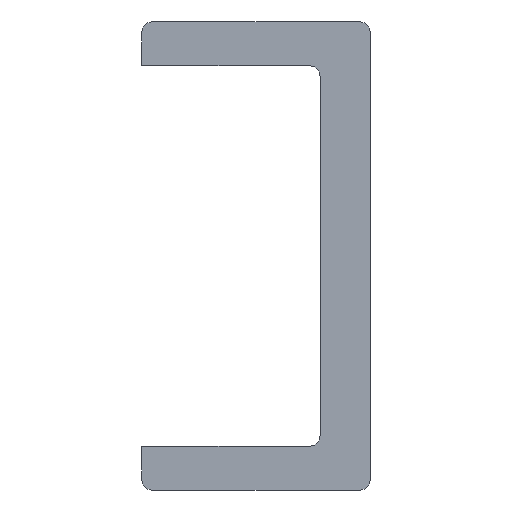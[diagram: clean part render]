
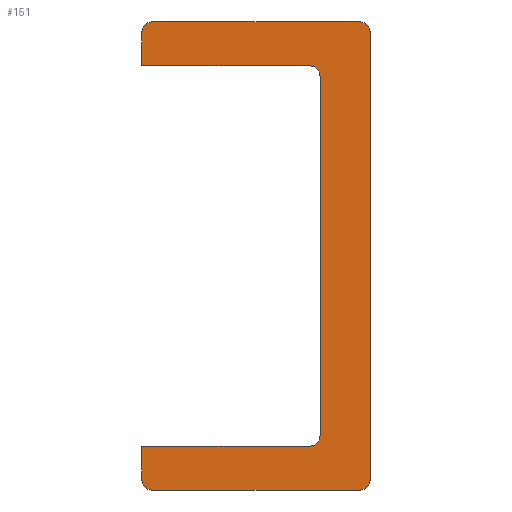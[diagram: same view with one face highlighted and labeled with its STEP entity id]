
A CAD part, front view. The second image highlights one B-rep face of the part: STEP entity #151.
In plain terms, the highlighted planar face has unit normal (0, -1, 0).
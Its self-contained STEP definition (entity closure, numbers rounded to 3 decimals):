
#151 = ADVANCED_FACE( '', ( #400 ), #401, .F. );
#400 = FACE_OUTER_BOUND( '', #777, .T. );
#401 = PLANE( '', #778 );
#777 = EDGE_LOOP( '', ( #1199, #1200, #1201, #1202, #1203, #1204, #1205, #1206, #1207, #1208, #1209, #1210, #1211, #1212 ) );
#778 = AXIS2_PLACEMENT_3D( '', #1213, #1214, #1215 );
#1199 = ORIENTED_EDGE( '', *, *, #1723, .F. );
#1200 = ORIENTED_EDGE( '', *, *, #1734, .T. );
#1201 = ORIENTED_EDGE( '', *, *, #1735, .F. );
#1202 = ORIENTED_EDGE( '', *, *, #1736, .T. );
#1203 = ORIENTED_EDGE( '', *, *, #1699, .F. );
#1204 = ORIENTED_EDGE( '', *, *, #1737, .F. );
#1205 = ORIENTED_EDGE( '', *, *, #1738, .F. );
#1206 = ORIENTED_EDGE( '', *, *, #1739, .F. );
#1207 = ORIENTED_EDGE( '', *, *, #1740, .F. );
#1208 = ORIENTED_EDGE( '', *, *, #1675, .F. );
#1209 = ORIENTED_EDGE( '', *, *, #1741, .F. );
#1210 = ORIENTED_EDGE( '', *, *, #1742, .T. );
#1211 = ORIENTED_EDGE( '', *, *, #1743, .F. );
#1212 = ORIENTED_EDGE( '', *, *, #1744, .T. );
#1213 = CARTESIAN_POINT( '', ( -10.5, 0., 21.5 ) );
#1214 = DIRECTION( '', ( 0., 1., 0. ) );
#1215 = DIRECTION( '', ( 0., 0., 1. ) );
#1675 = EDGE_CURVE( '', #1909, #1910, #1911, .T. );
#1699 = EDGE_CURVE( '', #1949, #1950, #1951, .T. );
#1723 = EDGE_CURVE( '', #1995, #1997, #1998, .T. );
#1734 = EDGE_CURVE( '', #1995, #2014, #2015, .F. );
#1735 = EDGE_CURVE( '', #2016, #2014, #2017, .T. );
#1736 = EDGE_CURVE( '', #2016, #1950, #2018, .F. );
#1737 = EDGE_CURVE( '', #2019, #1949, #2020, .T. );
#1738 = EDGE_CURVE( '', #2021, #2019, #2022, .T. );
#1739 = EDGE_CURVE( '', #2023, #2021, #2024, .T. );
#1740 = EDGE_CURVE( '', #1910, #2023, #2025, .T. );
#1741 = EDGE_CURVE( '', #2026, #1909, #2027, .T. );
#1742 = EDGE_CURVE( '', #2026, #2028, #2029, .F. );
#1743 = EDGE_CURVE( '', #2030, #2028, #2031, .T. );
#1744 = EDGE_CURVE( '', #2030, #1997, #2032, .F. );
#1909 = VERTEX_POINT( '', #2248 );
#1910 = VERTEX_POINT( '', #2249 );
#1911 = LINE( '', #2250, #2251 );
#1949 = VERTEX_POINT( '', #2292 );
#1950 = VERTEX_POINT( '', #2293 );
#1951 = LINE( '', #2294, #2295 );
#1995 = VERTEX_POINT( '', #2343 );
#1997 = VERTEX_POINT( '', #2346 );
#1998 = LINE( '', #2347, #2348 );
#2014 = VERTEX_POINT( '', #2365 );
#2015 = CIRCLE( '', #2366, 0.9 );
#2016 = VERTEX_POINT( '', #2367 );
#2017 = LINE( '', #2368, #2369 );
#2018 = CIRCLE( '', #2370, 0.9 );
#2019 = VERTEX_POINT( '', #2371 );
#2020 = LINE( '', #2372, #2373 );
#2021 = VERTEX_POINT( '', #2374 );
#2022 = CIRCLE( '', #2375, 1. );
#2023 = VERTEX_POINT( '', #2376 );
#2024 = LINE( '', #2377, #2378 );
#2025 = CIRCLE( '', #2379, 1. );
#2026 = VERTEX_POINT( '', #2380 );
#2027 = LINE( '', #2381, #2382 );
#2028 = VERTEX_POINT( '', #2383 );
#2029 = CIRCLE( '', #2384, 0.9 );
#2030 = VERTEX_POINT( '', #2385 );
#2031 = LINE( '', #2386, #2387 );
#2032 = CIRCLE( '', #2388, 0.9 );
#2248 = CARTESIAN_POINT( '', ( -10.5, 0., -17.5 ) );
#2249 = CARTESIAN_POINT( '', ( 4.9, 0., -17.5 ) );
#2250 = CARTESIAN_POINT( '', ( 4.9, 0., -17.5 ) );
#2251 = VECTOR( '', #2623, 1000. );
#2292 = CARTESIAN_POINT( '', ( -10.5, 0., 17.5 ) );
#2293 = CARTESIAN_POINT( '', ( -10.5, 0., 20.6 ) );
#2294 = CARTESIAN_POINT( '', ( -10.5, 0., -21.5 ) );
#2295 = VECTOR( '', #2663, 1000. );
#2343 = CARTESIAN_POINT( '', ( 10.5, 0., 20.6 ) );
#2346 = CARTESIAN_POINT( '', ( 10.5, 0., -20.6 ) );
#2347 = CARTESIAN_POINT( '', ( 10.5, 0., 21.5 ) );
#2348 = VECTOR( '', #2720, 1000. );
#2365 = CARTESIAN_POINT( '', ( 9.6, 0., 21.5 ) );
#2366 = AXIS2_PLACEMENT_3D( '', #2737, #2738, #2739 );
#2367 = CARTESIAN_POINT( '', ( -9.6, 0., 21.5 ) );
#2368 = CARTESIAN_POINT( '', ( -10.5, 0., 21.5 ) );
#2369 = VECTOR( '', #2740, 1000. );
#2370 = AXIS2_PLACEMENT_3D( '', #2741, #2742, #2743 );
#2371 = CARTESIAN_POINT( '', ( 4.9, 0., 17.5 ) );
#2372 = CARTESIAN_POINT( '', ( 4.9, 0., 17.5 ) );
#2373 = VECTOR( '', #2744, 1000. );
#2374 = CARTESIAN_POINT( '', ( 5.9, 0., 16.5 ) );
#2375 = AXIS2_PLACEMENT_3D( '', #2745, #2746, #2747 );
#2376 = CARTESIAN_POINT( '', ( 5.9, 0., -16.5 ) );
#2377 = CARTESIAN_POINT( '', ( 5.9, 0., 16.5 ) );
#2378 = VECTOR( '', #2748, 1000. );
#2379 = AXIS2_PLACEMENT_3D( '', #2749, #2750, #2751 );
#2380 = CARTESIAN_POINT( '', ( -10.5, 0., -20.6 ) );
#2381 = CARTESIAN_POINT( '', ( -10.5, 0., -21.5 ) );
#2382 = VECTOR( '', #2752, 1000. );
#2383 = CARTESIAN_POINT( '', ( -9.6, 0., -21.5 ) );
#2384 = AXIS2_PLACEMENT_3D( '', #2753, #2754, #2755 );
#2385 = CARTESIAN_POINT( '', ( 9.6, 0., -21.5 ) );
#2386 = CARTESIAN_POINT( '', ( 10.5, 0., -21.5 ) );
#2387 = VECTOR( '', #2756, 1000. );
#2388 = AXIS2_PLACEMENT_3D( '', #2757, #2758, #2759 );
#2623 = DIRECTION( '', ( 1., 0., 0. ) );
#2663 = DIRECTION( '', ( 0., 0., 1. ) );
#2720 = DIRECTION( '', ( 0., 0., -1. ) );
#2737 = CARTESIAN_POINT( '', ( 9.6, 0., 20.6 ) );
#2738 = DIRECTION( '', ( 0., 1., 0. ) );
#2739 = DIRECTION( '', ( 0., 0., 1. ) );
#2740 = DIRECTION( '', ( 1., 0., 0. ) );
#2741 = CARTESIAN_POINT( '', ( -9.6, 0., 20.6 ) );
#2742 = DIRECTION( '', ( 0., 1., 0. ) );
#2743 = DIRECTION( '', ( 0., 0., 1. ) );
#2744 = DIRECTION( '', ( -1., 0., 0. ) );
#2745 = CARTESIAN_POINT( '', ( 4.9, 0., 16.5 ) );
#2746 = DIRECTION( '', ( 0., -1., 0. ) );
#2747 = DIRECTION( '', ( -1., 0., 0. ) );
#2748 = DIRECTION( '', ( 0., 0., 1. ) );
#2749 = CARTESIAN_POINT( '', ( 4.9, 0., -16.5 ) );
#2750 = DIRECTION( '', ( 0., -1., 0. ) );
#2751 = DIRECTION( '', ( -1., 0., 0. ) );
#2752 = DIRECTION( '', ( 0., 0., 1. ) );
#2753 = CARTESIAN_POINT( '', ( -9.6, 0., -20.6 ) );
#2754 = DIRECTION( '', ( 0., 1., 0. ) );
#2755 = DIRECTION( '', ( 0., 0., 1. ) );
#2756 = DIRECTION( '', ( -1., 0., 0. ) );
#2757 = CARTESIAN_POINT( '', ( 9.6, 0., -20.6 ) );
#2758 = DIRECTION( '', ( 0., 1., 0. ) );
#2759 = DIRECTION( '', ( 0., 0., 1. ) );
